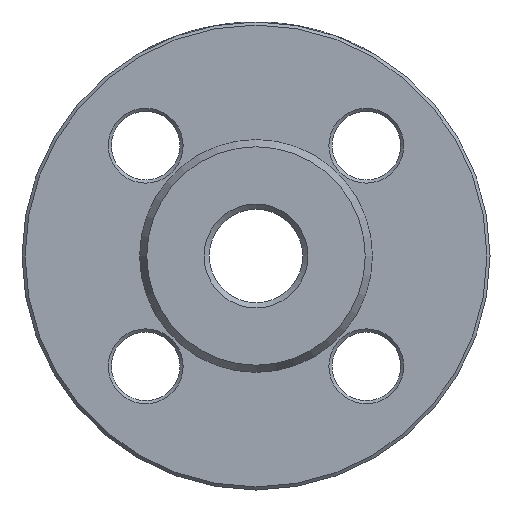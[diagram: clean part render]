
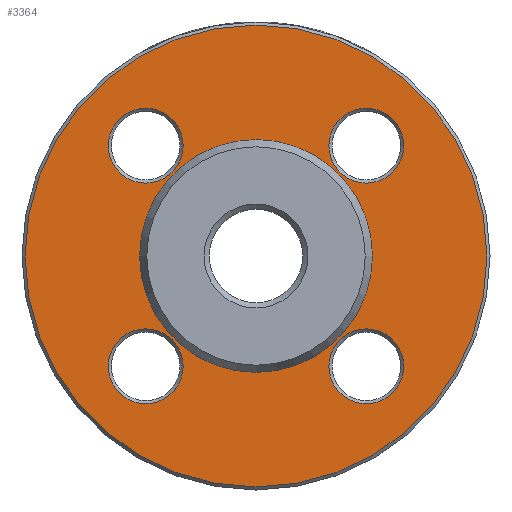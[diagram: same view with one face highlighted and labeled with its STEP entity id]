
A CAD part, left-side view. The second image highlights one B-rep face of the part: STEP entity #3364.
In plain terms, the highlighted planar face has unit normal (-1, 0, 0).
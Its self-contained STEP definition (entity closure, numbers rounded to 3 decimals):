
#137 = CARTESIAN_POINT ( 'NONE',  ( 2., 17.678, -17.678 ) ) ;
#659 = DIRECTION ( 'NONE',  ( 1., 0., 0. ) ) ;
#716 = CARTESIAN_POINT ( 'NONE',  ( 2., -17.678, -17.678 ) ) ;
#725 = DIRECTION ( 'NONE',  ( -1., 0., 0. ) ) ;
#786 = AXIS2_PLACEMENT_3D ( 'NONE', #5375, #659, #4102 ) ;
#857 = CARTESIAN_POINT ( 'NONE',  ( 2., -17.678, -11.678 ) ) ;
#907 = CARTESIAN_POINT ( 'NONE',  ( 2., 0., -37. ) ) ;
#927 = EDGE_LOOP ( 'NONE', ( #1535 ) ) ;
#946 = DIRECTION ( 'NONE',  ( 1., 0., 0. ) ) ;
#1409 = CARTESIAN_POINT ( 'NONE',  ( 2., 0., 0. ) ) ;
#1495 = AXIS2_PLACEMENT_3D ( 'NONE', #716, #4163, #1584 ) ;
#1535 = ORIENTED_EDGE ( 'NONE', *, *, #3231, .F. ) ;
#1556 = CARTESIAN_POINT ( 'NONE',  ( 2., 17.678, 17.678 ) ) ;
#1584 = DIRECTION ( 'NONE',  ( 0., 0., 1. ) ) ;
#1766 = CARTESIAN_POINT ( 'NONE',  ( 2., -17.678, 17.678 ) ) ;
#1924 = FACE_BOUND ( 'NONE', #927, .T. ) ;
#1945 = VERTEX_POINT ( 'NONE', #5401 ) ;
#2127 = CARTESIAN_POINT ( 'NONE',  ( 2., 17.678, 11.678 ) ) ;
#2349 = FACE_BOUND ( 'NONE', #2445, .T. ) ;
#2443 = DIRECTION ( 'NONE',  ( 0., 0., 1. ) ) ;
#2445 = EDGE_LOOP ( 'NONE', ( #2493 ) ) ;
#2493 = ORIENTED_EDGE ( 'NONE', *, *, #5381, .T. ) ;
#2613 = EDGE_CURVE ( 'NONE', #4096, #4096, #5295, .T. ) ;
#2630 = VERTEX_POINT ( 'NONE', #857 ) ;
#2674 = EDGE_CURVE ( 'NONE', #1945, #1945, #2853, .T. ) ;
#2683 = CIRCLE ( 'NONE', #5042, 37. ) ;
#2853 = CIRCLE ( 'NONE', #4757, 6. ) ;
#2855 = DIRECTION ( 'NONE',  ( 1., 0., 0. ) ) ;
#2861 = CIRCLE ( 'NONE', #3679, 6. ) ;
#2949 = ORIENTED_EDGE ( 'NONE', *, *, #2674, .T. ) ;
#3001 = EDGE_LOOP ( 'NONE', ( #5418 ) ) ;
#3083 = DIRECTION ( 'NONE',  ( 0., -1., 0. ) ) ;
#3216 = FACE_BOUND ( 'NONE', #5550, .T. ) ;
#3231 = EDGE_CURVE ( 'NONE', #3420, #3420, #4931, .T. ) ;
#3276 = DIRECTION ( 'NONE',  ( 1., 0., 0. ) ) ;
#3364 = ADVANCED_FACE ( 'NONE', ( #3216, #4528, #4500, #2349, #4074, #1924 ), #3645, .F. ) ;
#3392 = VERTEX_POINT ( 'NONE', #2127 ) ;
#3420 = VERTEX_POINT ( 'NONE', #5125 ) ;
#3435 = EDGE_CURVE ( 'NONE', #2630, #2630, #5028, .T. ) ;
#3482 = EDGE_LOOP ( 'NONE', ( #4251 ) ) ;
#3645 = PLANE ( 'NONE',  #786 ) ;
#3679 = AXIS2_PLACEMENT_3D ( 'NONE', #1556, #3276, #5010 ) ;
#3713 = CARTESIAN_POINT ( 'NONE',  ( 2., 0., 0. ) ) ;
#3945 = DIRECTION ( 'NONE',  ( 0., 1., 0. ) ) ;
#4028 = AXIS2_PLACEMENT_3D ( 'NONE', #1766, #2855, #3945 ) ;
#4074 = FACE_OUTER_BOUND ( 'NONE', #4874, .T. ) ;
#4096 = VERTEX_POINT ( 'NONE', #4523 ) ;
#4102 = DIRECTION ( 'NONE',  ( 0., 0., -1. ) ) ;
#4163 = DIRECTION ( 'NONE',  ( 1., 0., 0. ) ) ;
#4251 = ORIENTED_EDGE ( 'NONE', *, *, #2613, .T. ) ;
#4330 = VERTEX_POINT ( 'NONE', #907 ) ;
#4339 = ORIENTED_EDGE ( 'NONE', *, *, #5522, .T. ) ;
#4494 = DIRECTION ( 'NONE',  ( 0., 0., -1. ) ) ;
#4500 = FACE_BOUND ( 'NONE', #3482, .T. ) ;
#4523 = CARTESIAN_POINT ( 'NONE',  ( 2., -11.678, 17.678 ) ) ;
#4528 = FACE_BOUND ( 'NONE', #3001, .T. ) ;
#4671 = AXIS2_PLACEMENT_3D ( 'NONE', #3713, #725, #2443 ) ;
#4757 = AXIS2_PLACEMENT_3D ( 'NONE', #137, #946, #3083 ) ;
#4874 = EDGE_LOOP ( 'NONE', ( #4339 ) ) ;
#4931 = CIRCLE ( 'NONE', #4671, 18.655 ) ;
#5010 = DIRECTION ( 'NONE',  ( 0., 0., -1. ) ) ;
#5028 = CIRCLE ( 'NONE', #1495, 6. ) ;
#5042 = AXIS2_PLACEMENT_3D ( 'NONE', #1409, #5254, #4494 ) ;
#5125 = CARTESIAN_POINT ( 'NONE',  ( 2., 0., 18.655 ) ) ;
#5254 = DIRECTION ( 'NONE',  ( -1., 0., 0. ) ) ;
#5295 = CIRCLE ( 'NONE', #4028, 6. ) ;
#5375 = CARTESIAN_POINT ( 'NONE',  ( 2., 18.655, 0. ) ) ;
#5381 = EDGE_CURVE ( 'NONE', #3392, #3392, #2861, .T. ) ;
#5401 = CARTESIAN_POINT ( 'NONE',  ( 2., 11.678, -17.678 ) ) ;
#5418 = ORIENTED_EDGE ( 'NONE', *, *, #3435, .T. ) ;
#5522 = EDGE_CURVE ( 'NONE', #4330, #4330, #2683, .T. ) ;
#5550 = EDGE_LOOP ( 'NONE', ( #2949 ) ) ;
